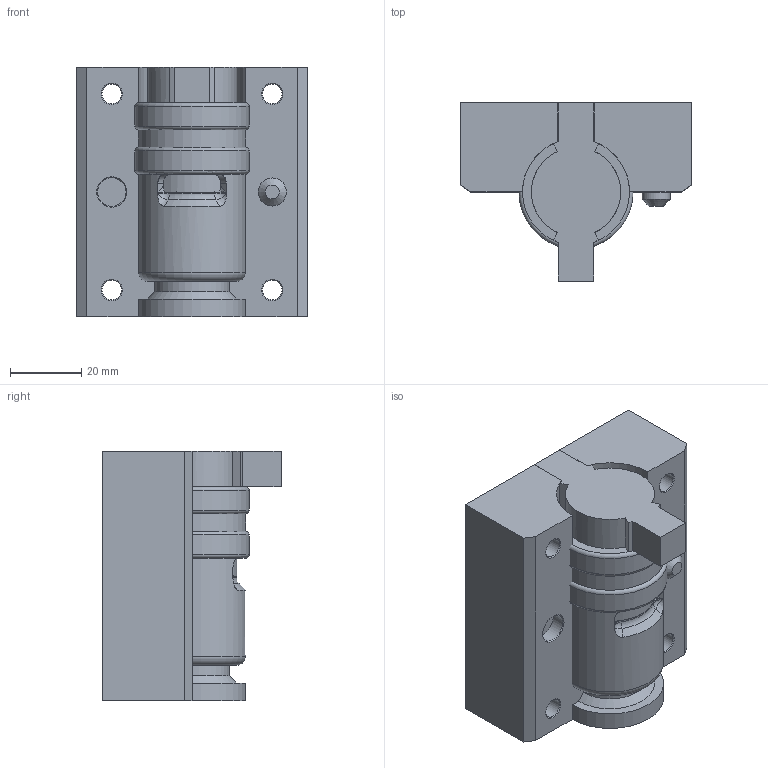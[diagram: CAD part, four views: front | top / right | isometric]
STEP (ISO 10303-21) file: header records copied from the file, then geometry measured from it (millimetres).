
FILE_DESCRIPTION(/* description */ (''),/* implementation_level */ '2;1');
FILE_NAME(/* name */ 'Arm bumper mold v7.step',/* time_stamp */ '2024-01-12T06:56:21+01:00',/* author */ (''),/* organization */ (''),/* preprocessor_version */ 'ST-DEVELOPER v20',/* originating_system */ 'Autodesk Translation Framework v12.14.0.127',/* authorisation */ '');
FILE_SCHEMA (('AUTOMOTIVE_DESIGN { 1 0 10303 214 3 1 1 }'));
Length unit declared in the file: millimetre
Products named in the file (4): Arm bumper mold; Arm bumper; Insert 1; Insert 2
Assembly tree (3 placements, depth 2):
  Arm bumper mold
    Arm bumper
    Insert 1
    Insert 2
Bounding box: 65 x 50 x 70 mm (x, y, z)
Volume: 134043.3 mm3; surface area: 35644.7 mm2
Topology: 4 solids, 4 shells, 291 faces, 741 edges, 462 vertices
Faces by surface type: plane 96, cylinder 79, bspline 54, cone 41, torus 15, sphere 6
Full cylindrical faces by diameter (mm): 5.5 x4, 7.9 x1, 8 x1, 16 x2, 21 x1, 25 x2, 30 x3, 32 x2
Entity records: 10433 total; most frequent: CARTESIAN_POINT 3537, ORIENTED_EDGE 1482, DIRECTION 1325, EDGE_CURVE 741, AXIS2_PLACEMENT_3D 486, VERTEX_POINT 462, LINE 353, VECTOR 353
